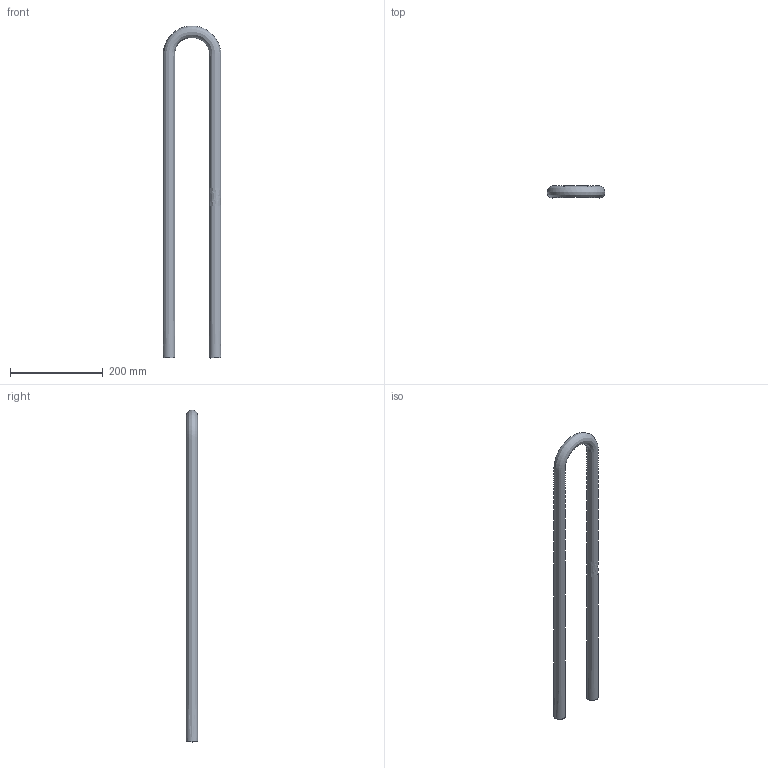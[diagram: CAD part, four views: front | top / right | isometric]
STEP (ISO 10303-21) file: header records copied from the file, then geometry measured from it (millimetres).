
FILE_DESCRIPTION(/* description */ ('Unknown'),/* implementation_level */ '2;1');
FILE_NAME(/* name */ 'R720x100-roll-hoop',/* time_stamp */ '2020-09-17T14:06:41+01:00',/* author */ ('Unknown'),/* organization */ ('Unknown'),/* preprocessor_version */ 'ST-DEVELOPER v16.7',/* originating_system */ 'Solid Edge',/* authorisation */ 'Unknown');
FILE_SCHEMA (('AUTOMOTIVE_DESIGN {1 0 10303 214 3 1 1}'));
Length unit declared in the file: millimetre
Products named in the file (1): R720x100-roll-hoop
Bounding box: 125 x 25 x 717.46 mm (x, y, z)
Volume: 212645.9 mm3; surface area: 212274.6 mm2
Topology: 1 solids, 1 shells, 4 faces, 6 edges, 4 vertices
Faces by surface type: plane 2, bspline 2
Entity records: 4294 total; most frequent: CARTESIAN_POINT 4202, DIRECTION 10, ORIENTED_EDGE 8, EDGE_LOOP 8, FACE_BOUND 8, AXIS2_PLACEMENT_3D 5, EDGE_CURVE 4, VERTEX_POINT 4
